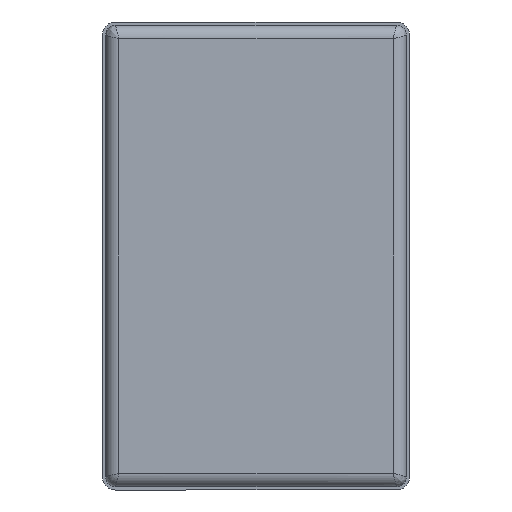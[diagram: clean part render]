
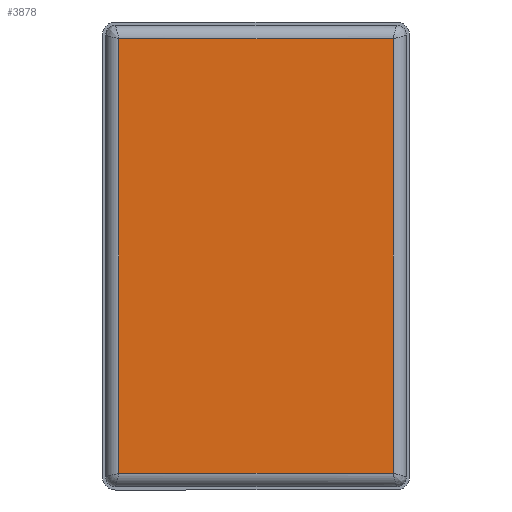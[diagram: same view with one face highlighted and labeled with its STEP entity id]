
A CAD part, front view. The second image highlights one B-rep face of the part: STEP entity #3878.
In plain terms, the highlighted planar face has unit normal (0, -1, 0).
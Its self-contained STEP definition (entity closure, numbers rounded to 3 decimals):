
#141 = ORIENTED_EDGE ( 'NONE', *, *, #860, .T. ) ;
#320 = LINE ( 'NONE', #3640, #5563 ) ;
#336 = DIRECTION ( 'NONE',  ( 0., 1., 0. ) ) ;
#458 = VERTEX_POINT ( 'NONE', #1922 ) ;
#461 = VERTEX_POINT ( 'NONE', #5573 ) ;
#519 = VECTOR ( 'NONE', #3040, 1000. ) ;
#564 = CARTESIAN_POINT ( 'NONE',  ( 20.5, -41.5, 33. ) ) ;
#600 = DIRECTION ( 'NONE',  ( 1., 0., 0. ) ) ;
#834 = CARTESIAN_POINT ( 'NONE',  ( 0., -41.5, 0. ) ) ;
#860 = EDGE_CURVE ( 'NONE', #458, #2961, #2572, .T. ) ;
#1316 = FACE_OUTER_BOUND ( 'NONE', #3496, .T. ) ;
#1352 = EDGE_CURVE ( 'NONE', #3039, #458, #1514, .T. ) ;
#1401 = VECTOR ( 'NONE', #3688, 1000. ) ;
#1514 = LINE ( 'NONE', #3270, #2404 ) ;
#1922 = CARTESIAN_POINT ( 'NONE',  ( 20.5, -41.5, -32.5 ) ) ;
#2011 = DIRECTION ( 'NONE',  ( 0., 0., -1. ) ) ;
#2117 = DIRECTION ( 'NONE',  ( 0., 0., 1. ) ) ;
#2150 = CARTESIAN_POINT ( 'NONE',  ( -21., -41.5, 32.5 ) ) ;
#2210 = ORIENTED_EDGE ( 'NONE', *, *, #4155, .T. ) ;
#2277 = CARTESIAN_POINT ( 'NONE',  ( 20.5, -41.5, 32.5 ) ) ;
#2404 = VECTOR ( 'NONE', #600, 1000. ) ;
#2572 = LINE ( 'NONE', #564, #1401 ) ;
#2785 = CARTESIAN_POINT ( 'NONE',  ( -20.5, -41.5, -32.5 ) ) ;
#2961 = VERTEX_POINT ( 'NONE', #2277 ) ;
#3009 = PLANE ( 'NONE',  #4310 ) ;
#3039 = VERTEX_POINT ( 'NONE', #2785 ) ;
#3040 = DIRECTION ( 'NONE',  ( -1., 0., 0. ) ) ;
#3270 = CARTESIAN_POINT ( 'NONE',  ( 21., -41.5, -32.5 ) ) ;
#3496 = EDGE_LOOP ( 'NONE', ( #141, #5269, #2210, #3707 ) ) ;
#3640 = CARTESIAN_POINT ( 'NONE',  ( -20.5, -41.5, -33. ) ) ;
#3688 = DIRECTION ( 'NONE',  ( 0., 0., 1. ) ) ;
#3707 = ORIENTED_EDGE ( 'NONE', *, *, #1352, .T. ) ;
#3878 = ADVANCED_FACE ( 'NONE', ( #1316 ), #3009, .F. ) ;
#3999 = LINE ( 'NONE', #2150, #519 ) ;
#4155 = EDGE_CURVE ( 'NONE', #461, #3039, #320, .T. ) ;
#4310 = AXIS2_PLACEMENT_3D ( 'NONE', #834, #336, #2117 ) ;
#4494 = EDGE_CURVE ( 'NONE', #2961, #461, #3999, .T. ) ;
#5269 = ORIENTED_EDGE ( 'NONE', *, *, #4494, .T. ) ;
#5563 = VECTOR ( 'NONE', #2011, 1000. ) ;
#5573 = CARTESIAN_POINT ( 'NONE',  ( -20.5, -41.5, 32.5 ) ) ;
